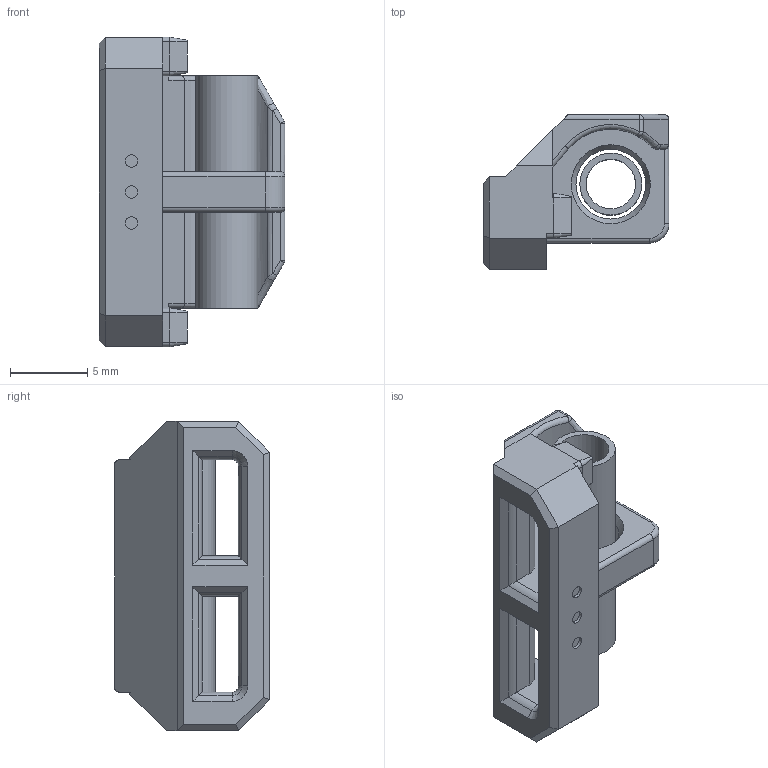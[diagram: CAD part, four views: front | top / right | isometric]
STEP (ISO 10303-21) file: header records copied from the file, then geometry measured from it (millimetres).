
FILE_DESCRIPTION(/* description */ (''),/* implementation_level */ '2;1');
FILE_NAME(/* name */ 'Vampire_Clip_v9.step',/* time_stamp */ '2024-04-01T01:39:52-07:00',/* author */ (''),/* organization */ (''),/* preprocessor_version */ 'ST-DEVELOPER v20',/* originating_system */ 'Autodesk Translation Framework v12.20.1.177',/* authorisation */ '');
FILE_SCHEMA (('AUTOMOTIVE_DESIGN { 1 0 10303 214 3 1 1 }'));
Length unit declared in the file: millimetre
Products named in the file (3): Clearance; Clip; Tube
Assembly tree (2 placements, depth 2):
  Clearance
    Clip
    Tube
Bounding box: 12 x 10 x 20 mm (x, y, z)
Volume: 759 mm3; surface area: 1297.4 mm2
Topology: 2 solids, 2 shells, 149 faces, 350 edges, 206 vertices
Faces by surface type: plane 65, cylinder 52, cone 12, sphere 8, torus 8, bspline 4
Full cylindrical faces by diameter (mm): 0.8 x3, 3.2 x1, 4 x1, 4.5 x1
Entity records: 4440 total; most frequent: CARTESIAN_POINT 872, DIRECTION 770, ORIENTED_EDGE 700, EDGE_CURVE 350, AXIS2_PLACEMENT_3D 276, LINE 218, VECTOR 218, VERTEX_POINT 206
